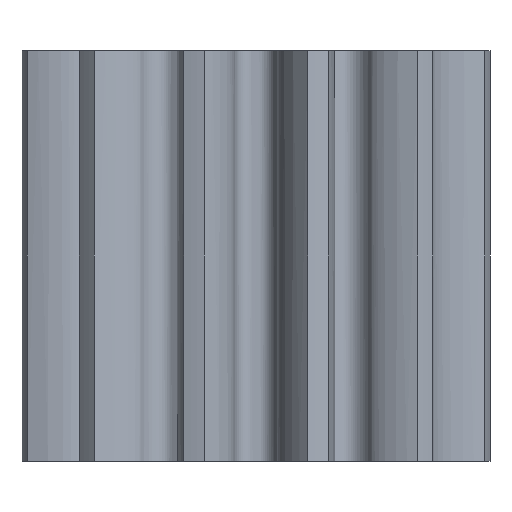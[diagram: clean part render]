
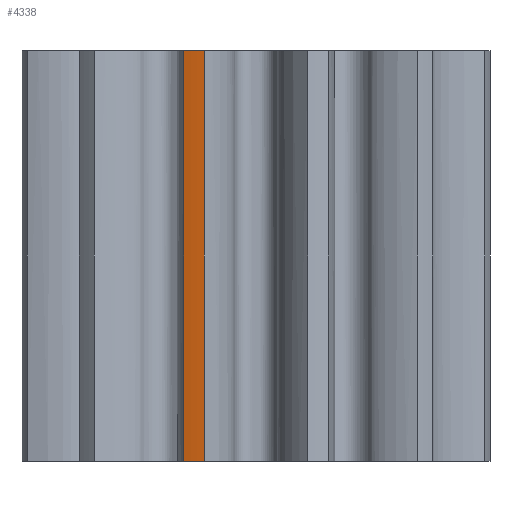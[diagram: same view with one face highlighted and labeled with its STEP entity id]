
A CAD part, left-side view. The second image highlights one B-rep face of the part: STEP entity #4338.
In plain terms, the highlighted cylindrical face has radius 7.408 mm (diameter 14.817 mm), a partial arc.
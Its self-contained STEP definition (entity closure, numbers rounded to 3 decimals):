
#11 = VERTEX_POINT ( 'NONE', #2365 ) ;
#142 = CARTESIAN_POINT ( 'NONE',  ( 0., 0., 0. ) ) ;
#160 = DIRECTION ( 'NONE',  ( 0., 0., 1. ) ) ;
#176 = DIRECTION ( 'NONE',  ( 0., 0., 1. ) ) ;
#216 = CARTESIAN_POINT ( 'NONE',  ( 0., 0., -6.35 ) ) ;
#333 = AXIS2_PLACEMENT_3D ( 'NONE', #216, #2664, #6934 ) ;
#401 = AXIS2_PLACEMENT_3D ( 'NONE', #142, #160, #1415 ) ;
#552 = CARTESIAN_POINT ( 'NONE',  ( -7.234, 1.598, -6.35 ) ) ;
#912 = VERTEX_POINT ( 'NONE', #552 ) ;
#1280 = DIRECTION ( 'NONE',  ( 0., 0., 1. ) ) ;
#1415 = DIRECTION ( 'NONE',  ( 1., 0., 0. ) ) ;
#1467 = ORIENTED_EDGE ( 'NONE', *, *, #1975, .T. ) ;
#1975 = EDGE_CURVE ( 'NONE', #2997, #912, #6092, .T. ) ;
#2059 = VERTEX_POINT ( 'NONE', #6912 ) ;
#2365 = CARTESIAN_POINT ( 'NONE',  ( -7.234, 1.598, 6.35 ) ) ;
#2452 = ORIENTED_EDGE ( 'NONE', *, *, #6449, .F. ) ;
#2582 = VECTOR ( 'NONE', #1280, 1000. ) ;
#2664 = DIRECTION ( 'NONE',  ( 0., 0., 1. ) ) ;
#2809 = CARTESIAN_POINT ( 'NONE',  ( -7.234, 1.598, 9.525 ) ) ;
#2997 = VERTEX_POINT ( 'NONE', #4467 ) ;
#3219 = CYLINDRICAL_SURFACE ( 'NONE', #401, 7.408 ) ;
#3223 = VECTOR ( 'NONE', #6368, 1000. ) ;
#3387 = EDGE_CURVE ( 'NONE', #2059, #11, #7245, .T. ) ;
#3645 = EDGE_LOOP ( 'NONE', ( #4934, #1467, #2452, #4487 ) ) ;
#3741 = DIRECTION ( 'NONE',  ( 1., 0., 0. ) ) ;
#4338 = ADVANCED_FACE ( 'NONE', ( #7906 ), #3219, .T. ) ;
#4467 = CARTESIAN_POINT ( 'NONE',  ( -7.064, 2.233, -6.35 ) ) ;
#4487 = ORIENTED_EDGE ( 'NONE', *, *, #3387, .F. ) ;
#4934 = ORIENTED_EDGE ( 'NONE', *, *, #5281, .F. ) ;
#5281 = EDGE_CURVE ( 'NONE', #2997, #2059, #5435, .T. ) ;
#5435 = LINE ( 'NONE', #6112, #2582 ) ;
#5904 = AXIS2_PLACEMENT_3D ( 'NONE', #7478, #176, #3741 ) ;
#6092 = CIRCLE ( 'NONE', #333, 7.408 ) ;
#6112 = CARTESIAN_POINT ( 'NONE',  ( -7.064, 2.233, 9.525 ) ) ;
#6274 = LINE ( 'NONE', #2809, #3223 ) ;
#6368 = DIRECTION ( 'NONE',  ( 0., 0., -1. ) ) ;
#6449 = EDGE_CURVE ( 'NONE', #11, #912, #6274, .T. ) ;
#6912 = CARTESIAN_POINT ( 'NONE',  ( -7.064, 2.233, 6.35 ) ) ;
#6934 = DIRECTION ( 'NONE',  ( 1., 0., 0. ) ) ;
#7245 = CIRCLE ( 'NONE', #5904, 7.408 ) ;
#7478 = CARTESIAN_POINT ( 'NONE',  ( 0., 0., 6.35 ) ) ;
#7906 = FACE_OUTER_BOUND ( 'NONE', #3645, .T. ) ;
